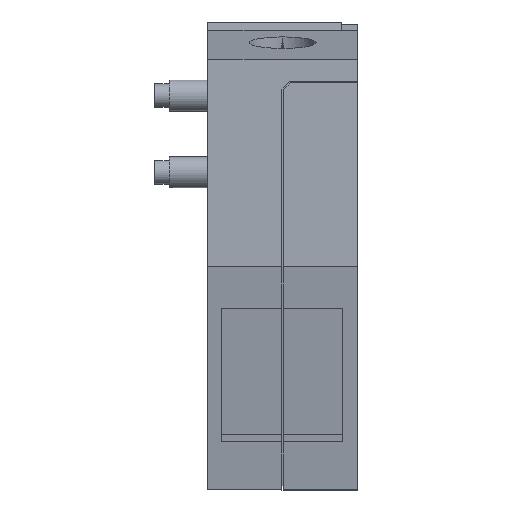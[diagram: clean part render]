
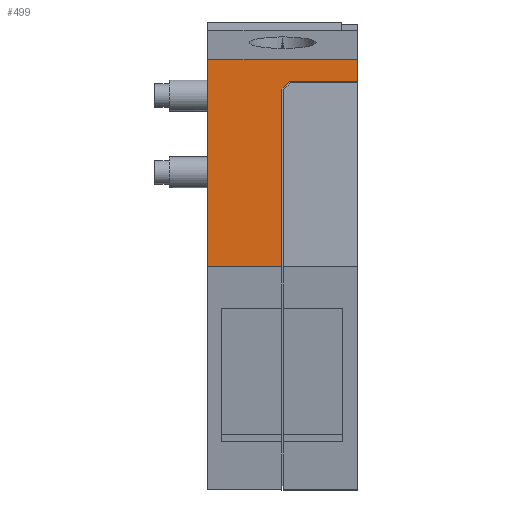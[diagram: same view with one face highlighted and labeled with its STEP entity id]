
A CAD part, top view. The second image highlights one B-rep face of the part: STEP entity #499.
In plain terms, the highlighted planar face has unit normal (0, 0, 1).
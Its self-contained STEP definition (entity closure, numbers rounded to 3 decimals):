
#455=AXIS2_PLACEMENT_3D('Plane Axis2P3D',#452,#453,#454) ;
#49=CARTESIAN_POINT('Vertex',(3.6,15.025,44.9)) ;
#52=CARTESIAN_POINT('Line Origine',(3.6,22.025,44.9)) ;
#56=CARTESIAN_POINT('Vertex',(3.6,29.025,44.9)) ;
#432=CARTESIAN_POINT('Vertex',(8.6,15.025,44.9)) ;
#435=CARTESIAN_POINT('Line Origine',(6.1,15.025,44.9)) ;
#452=CARTESIAN_POINT('Axis2P3D Location',(3.6,29.025,44.9)) ;
#457=CARTESIAN_POINT('Line Origine',(13.7,28.288,44.9)) ;
#461=CARTESIAN_POINT('Vertex',(13.7,29.025,44.9)) ;
#463=CARTESIAN_POINT('Vertex',(13.7,27.55,44.9)) ;
#466=CARTESIAN_POINT('Line Origine',(8.65,29.025,44.9)) ;
#471=CARTESIAN_POINT('Line Origine',(8.6,21.023,44.9)) ;
#475=CARTESIAN_POINT('Vertex',(8.6,27.021,44.9)) ;
#478=CARTESIAN_POINT('Line Origine',(8.865,27.285,44.9)) ;
#482=CARTESIAN_POINT('Vertex',(9.129,27.55,44.9)) ;
#485=CARTESIAN_POINT('Line Origine',(11.415,27.55,44.9)) ;
#53=DIRECTION('Vector Direction',(0.,-1.,0.)) ;
#436=DIRECTION('Vector Direction',(1.,0.,0.)) ;
#453=DIRECTION('Axis2P3D Direction',(0.,0.,1.)) ;
#454=DIRECTION('Axis2P3D XDirection',(0.,-1.,0.)) ;
#458=DIRECTION('Vector Direction',(0.,-1.,0.)) ;
#467=DIRECTION('Vector Direction',(1.,0.,0.)) ;
#472=DIRECTION('Vector Direction',(0.,1.,0.)) ;
#479=DIRECTION('Vector Direction',(0.707,0.707,0.)) ;
#486=DIRECTION('Vector Direction',(1.,0.,0.)) ;
#54=VECTOR('Line Direction',#53,1.) ;
#437=VECTOR('Line Direction',#436,1.) ;
#459=VECTOR('Line Direction',#458,1.) ;
#468=VECTOR('Line Direction',#467,1.) ;
#473=VECTOR('Line Direction',#472,1.) ;
#480=VECTOR('Line Direction',#479,1.) ;
#487=VECTOR('Line Direction',#486,1.) ;
#491=ORIENTED_EDGE('',*,*,#465,.F.) ;
#492=ORIENTED_EDGE('',*,*,#470,.F.) ;
#493=ORIENTED_EDGE('',*,*,#58,.F.) ;
#494=ORIENTED_EDGE('',*,*,#439,.T.) ;
#495=ORIENTED_EDGE('',*,*,#477,.F.) ;
#496=ORIENTED_EDGE('',*,*,#484,.F.) ;
#497=ORIENTED_EDGE('',*,*,#489,.F.) ;
#499=ADVANCED_FACE('SECONDARY',(#498),#456,.T.) ;
#58=EDGE_CURVE('',#50,#57,#55,.F.) ;
#439=EDGE_CURVE('',#50,#433,#438,.T.) ;
#465=EDGE_CURVE('',#462,#464,#460,.T.) ;
#470=EDGE_CURVE('',#57,#462,#469,.T.) ;
#477=EDGE_CURVE('',#476,#433,#474,.F.) ;
#484=EDGE_CURVE('',#483,#476,#481,.F.) ;
#489=EDGE_CURVE('',#464,#483,#488,.F.) ;
#490=EDGE_LOOP('',(#491,#492,#493,#494,#495,#496,#497)) ;
#498=FACE_OUTER_BOUND('',#490,.T.) ;
#55=LINE('Line',#52,#54) ;
#438=LINE('Line',#435,#437) ;
#460=LINE('Line',#457,#459) ;
#469=LINE('Line',#466,#468) ;
#474=LINE('Line',#471,#473) ;
#481=LINE('Line',#478,#480) ;
#488=LINE('Line',#485,#487) ;
#456=PLANE('',#455) ;
#50=VERTEX_POINT('',#49) ;
#57=VERTEX_POINT('',#56) ;
#433=VERTEX_POINT('',#432) ;
#462=VERTEX_POINT('',#461) ;
#464=VERTEX_POINT('',#463) ;
#476=VERTEX_POINT('',#475) ;
#483=VERTEX_POINT('',#482) ;
